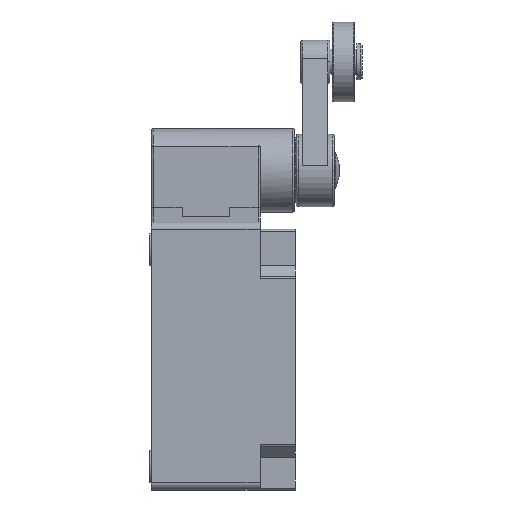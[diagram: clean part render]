
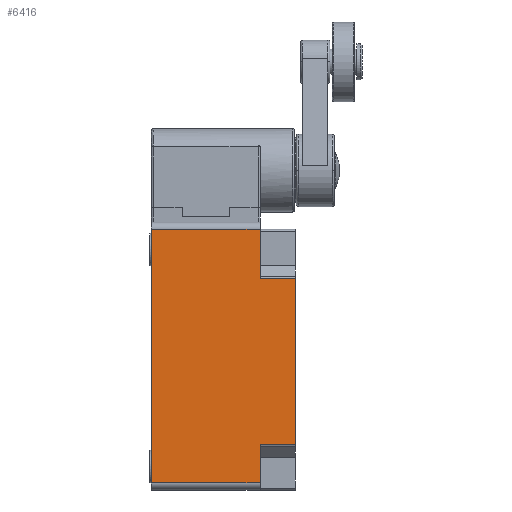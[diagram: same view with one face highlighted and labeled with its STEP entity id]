
A CAD part, left-side view. The second image highlights one B-rep face of the part: STEP entity #6416.
In plain terms, the highlighted planar face has unit normal (-1, 0, 0).
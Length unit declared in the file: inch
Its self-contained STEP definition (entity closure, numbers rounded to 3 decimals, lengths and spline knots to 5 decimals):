
#74 = CARTESIAN_POINT ( 'NONE',  ( -0.80709, -1.58465, -0.31496 ) ) ;
#123 = DIRECTION ( 'NONE',  ( 0., 0., 1. ) ) ;
#125 = DIRECTION ( 'NONE',  ( 0., 0., 1. ) ) ;
#231 = DIRECTION ( 'NONE',  ( 0., 1., 0. ) ) ;
#248 = ORIENTED_EDGE ( 'NONE', *, *, #4154, .T. ) ;
#840 = VECTOR ( 'NONE', #8357, 39.37008 ) ;
#938 = VERTEX_POINT ( 'NONE', #1394 ) ;
#1024 = LINE ( 'NONE', #9166, #8145 ) ;
#1126 = CARTESIAN_POINT ( 'NONE',  ( -0.80709, -0.01969, 0.21654 ) ) ;
#1213 = CARTESIAN_POINT ( 'NONE',  ( -0.80709, -1.58465, -2.61811 ) ) ;
#1394 = CARTESIAN_POINT ( 'NONE',  ( -0.80709, -1.20079, -0.31496 ) ) ;
#1465 = CARTESIAN_POINT ( 'NONE',  ( -0.80709, -1.20079, -2.61811 ) ) ;
#1625 = CARTESIAN_POINT ( 'NONE',  ( -0.80709, -0.01969, -2.53937 ) ) ;
#1691 = VERTEX_POINT ( 'NONE', #74 ) ;
#1803 = CARTESIAN_POINT ( 'NONE',  ( -0.80709, -0.01969, -2.53937 ) ) ;
#2054 = FACE_OUTER_BOUND ( 'NONE', #9603, .T. ) ;
#2153 = EDGE_CURVE ( 'NONE', #7979, #4046, #9406, .T. ) ;
#2486 = EDGE_CURVE ( 'NONE', #1691, #938, #5494, .T. ) ;
#2492 = ORIENTED_EDGE ( 'NONE', *, *, #2486, .T. ) ;
#2519 = AXIS2_PLACEMENT_3D ( 'NONE', #4972, #4939, #2756 ) ;
#2756 = DIRECTION ( 'NONE',  ( 0., 0., 1. ) ) ;
#2803 = LINE ( 'NONE', #3499, #8278 ) ;
#2873 = ORIENTED_EDGE ( 'NONE', *, *, #5115, .F. ) ;
#2917 = DIRECTION ( 'NONE',  ( 0., -1., 0. ) ) ;
#2961 = CARTESIAN_POINT ( 'NONE',  ( -0.80709, -1.20079, -2.12598 ) ) ;
#3283 = ORIENTED_EDGE ( 'NONE', *, *, #9660, .T. ) ;
#3369 = CARTESIAN_POINT ( 'NONE',  ( -0.80709, -1.20079, 0.21654 ) ) ;
#3445 = DIRECTION ( 'NONE',  ( 0., 0., 1. ) ) ;
#3453 = CARTESIAN_POINT ( 'NONE',  ( -0.80709, -1.20079, -2.53937 ) ) ;
#3499 = CARTESIAN_POINT ( 'NONE',  ( -0.80709, -0.01969, 0.21654 ) ) ;
#3705 = VECTOR ( 'NONE', #2917, 39.37008 ) ;
#3799 = CARTESIAN_POINT ( 'NONE',  ( -0.80709, -0.01969, 0.37402 ) ) ;
#3880 = EDGE_CURVE ( 'NONE', #938, #9042, #1024, .T. ) ;
#4046 = VERTEX_POINT ( 'NONE', #1803 ) ;
#4154 = EDGE_CURVE ( 'NONE', #7649, #1691, #8624, .T. ) ;
#4391 = CARTESIAN_POINT ( 'NONE',  ( -0.80709, -1.58465, -2.12598 ) ) ;
#4817 = VECTOR ( 'NONE', #5213, 39.37008 ) ;
#4939 = DIRECTION ( 'NONE',  ( -1., 0., 0. ) ) ;
#4972 = CARTESIAN_POINT ( 'NONE',  ( -0.80709, -0.01969, -2.61811 ) ) ;
#4973 = CARTESIAN_POINT ( 'NONE',  ( -0.80709, -0.01969, -2.12598 ) ) ;
#5020 = LINE ( 'NONE', #1465, #9618 ) ;
#5115 = EDGE_CURVE ( 'NONE', #6911, #4046, #6817, .T. ) ;
#5213 = DIRECTION ( 'NONE',  ( 0., 0., -1. ) ) ;
#5353 = VECTOR ( 'NONE', #3445, 39.37008 ) ;
#5389 = VECTOR ( 'NONE', #231, 39.37008 ) ;
#5494 = LINE ( 'NONE', #9375, #5389 ) ;
#6105 = ORIENTED_EDGE ( 'NONE', *, *, #3880, .T. ) ;
#6123 = EDGE_CURVE ( 'NONE', #6911, #6996, #5020, .T. ) ;
#6316 = ORIENTED_EDGE ( 'NONE', *, *, #2153, .T. ) ;
#6416 = ADVANCED_FACE ( 'NONE', ( #2054 ), #9444, .T. ) ;
#6817 = LINE ( 'NONE', #1625, #840 ) ;
#6911 = VERTEX_POINT ( 'NONE', #3453 ) ;
#6996 = VERTEX_POINT ( 'NONE', #2961 ) ;
#7086 = ORIENTED_EDGE ( 'NONE', *, *, #9126, .T. ) ;
#7649 = VERTEX_POINT ( 'NONE', #4391 ) ;
#7979 = VERTEX_POINT ( 'NONE', #1126 ) ;
#7990 = DIRECTION ( 'NONE',  ( 0., 1., 0. ) ) ;
#8018 = LINE ( 'NONE', #4973, #3705 ) ;
#8145 = VECTOR ( 'NONE', #125, 39.37008 ) ;
#8278 = VECTOR ( 'NONE', #7990, 39.37008 ) ;
#8357 = DIRECTION ( 'NONE',  ( 0., 1., 0. ) ) ;
#8624 = LINE ( 'NONE', #1213, #5353 ) ;
#9042 = VERTEX_POINT ( 'NONE', #3369 ) ;
#9126 = EDGE_CURVE ( 'NONE', #9042, #7979, #2803, .T. ) ;
#9166 = CARTESIAN_POINT ( 'NONE',  ( -0.80709, -1.20079, -2.61811 ) ) ;
#9173 = ORIENTED_EDGE ( 'NONE', *, *, #6123, .T. ) ;
#9375 = CARTESIAN_POINT ( 'NONE',  ( -0.80709, -0.01969, -0.31496 ) ) ;
#9406 = LINE ( 'NONE', #3799, #4817 ) ;
#9444 = PLANE ( 'NONE',  #2519 ) ;
#9603 = EDGE_LOOP ( 'NONE', ( #6316, #2873, #9173, #3283, #248, #2492, #6105, #7086 ) ) ;
#9618 = VECTOR ( 'NONE', #123, 39.37008 ) ;
#9660 = EDGE_CURVE ( 'NONE', #6996, #7649, #8018, .T. ) ;
